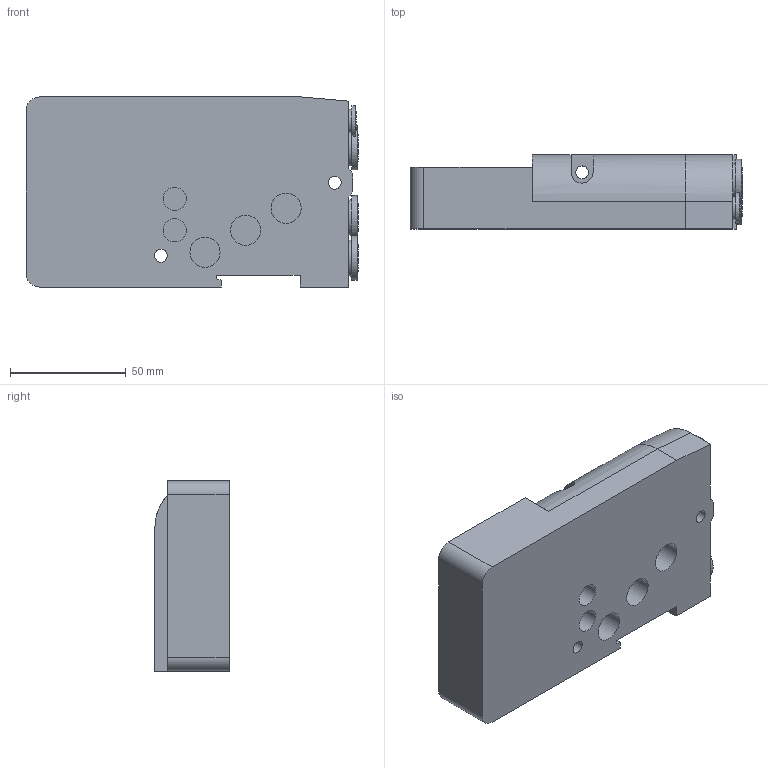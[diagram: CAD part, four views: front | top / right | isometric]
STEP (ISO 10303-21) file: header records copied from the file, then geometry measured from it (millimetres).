
FILE_DESCRIPTION((''),'2;1');
FILE_NAME('2540_03_00.stp','2009-04-16T16:03:50',('brembcl1'),(''),'Autodesk Inventor 2009','Autodesk Inventor 2009','');
FILE_SCHEMA(('AUTOMOTIVE_DESIGN { 1 0 10303 214 1 1 1 1 }'));
Length unit declared in the file: millimetre
Products named in the file (1): 2540_03_00
Bounding box: 143.2 x 32 x 82 mm (x, y, z)
Volume: 313894.5 mm3; surface area: 42435.9 mm2
Topology: 1 solids, 1 shells, 218 faces, 551 edges, 367 vertices
Faces by surface type: plane 100, bspline 90, cylinder 24, sphere 4
Full cylindrical faces by diameter (mm): 5.5 x1, 8 x1, 10 x3, 12 x3, 13 x4, 15.5 x3, 19 x3
Entity records: 7409 total; most frequent: CARTESIAN_POINT 2696, ORIENTED_EDGE 1054, DIRECTION 680, EDGE_CURVE 527, VERTEX_POINT 366, VECTOR 300, LINE 300, EDGE_LOOP 281
